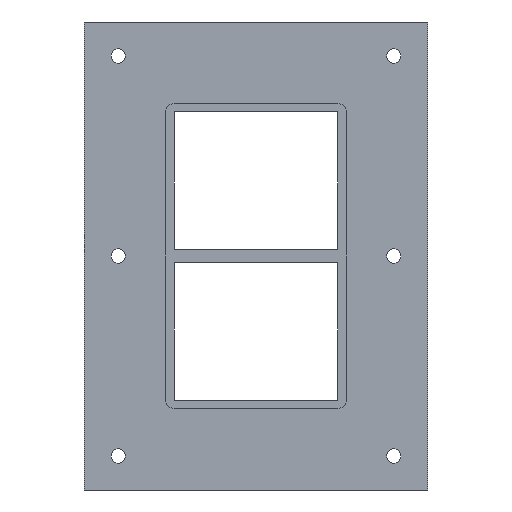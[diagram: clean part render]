
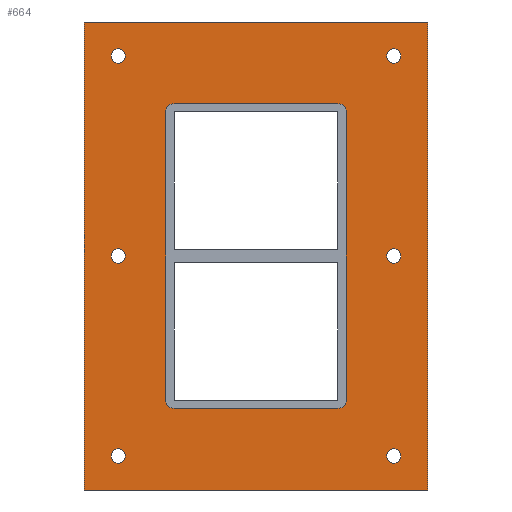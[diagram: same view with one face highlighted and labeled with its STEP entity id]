
A CAD part, front view. The second image highlights one B-rep face of the part: STEP entity #664.
In plain terms, the highlighted planar face has unit normal (0, -1, 0).
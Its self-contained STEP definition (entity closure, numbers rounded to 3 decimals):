
#84=CARTESIAN_POINT('',(-96.,0.0,-147.));
#85=VERTEX_POINT('',#84);
#86=CARTESIAN_POINT('',(-101.25,0.0,-147.));
#87=DIRECTION('',(0.0,1.0,0.0));
#88=DIRECTION('',(1.0,0.0,0.0));
#89=AXIS2_PLACEMENT_3D('',#86,#87,#88);
#90=CIRCLE('',#89,5.25);
#91=EDGE_CURVE('',#85,#85,#90,.T.);
#112=CARTESIAN_POINT('',(106.5,0.0,0.));
#113=VERTEX_POINT('',#112);
#114=CARTESIAN_POINT('',(101.25,0.0,0.));
#115=DIRECTION('',(0.0,1.0,0.0));
#116=DIRECTION('',(1.0,0.0,0.0));
#117=AXIS2_PLACEMENT_3D('',#114,#115,#116);
#118=CIRCLE('',#117,5.25);
#119=EDGE_CURVE('',#113,#113,#118,.T.);
#140=CARTESIAN_POINT('',(-96.,0.0,0.));
#141=VERTEX_POINT('',#140);
#142=CARTESIAN_POINT('',(-101.25,0.0,0.));
#143=DIRECTION('',(0.0,1.0,0.0));
#144=DIRECTION('',(1.0,0.0,0.0));
#145=AXIS2_PLACEMENT_3D('',#142,#143,#144);
#146=CIRCLE('',#145,5.25);
#147=EDGE_CURVE('',#141,#141,#146,.T.);
#168=CARTESIAN_POINT('',(106.5,0.0,-147.));
#169=VERTEX_POINT('',#168);
#170=CARTESIAN_POINT('',(101.25,0.0,-147.));
#171=DIRECTION('',(0.0,1.0,0.0));
#172=DIRECTION('',(1.0,0.0,0.0));
#173=AXIS2_PLACEMENT_3D('',#170,#171,#172);
#174=CIRCLE('',#173,5.25);
#175=EDGE_CURVE('',#169,#169,#174,.T.);
#196=CARTESIAN_POINT('',(-96.,0.0,147.));
#197=VERTEX_POINT('',#196);
#198=CARTESIAN_POINT('',(-101.25,0.0,147.));
#199=DIRECTION('',(0.0,1.0,0.0));
#200=DIRECTION('',(1.0,0.0,0.0));
#201=AXIS2_PLACEMENT_3D('',#198,#199,#200);
#202=CIRCLE('',#201,5.25);
#203=EDGE_CURVE('',#197,#197,#202,.T.);
#224=CARTESIAN_POINT('',(106.5,0.0,147.));
#225=VERTEX_POINT('',#224);
#226=CARTESIAN_POINT('',(101.25,0.0,147.));
#227=DIRECTION('',(0.0,1.0,0.0));
#228=DIRECTION('',(1.0,0.0,0.0));
#229=AXIS2_PLACEMENT_3D('',#226,#227,#228);
#230=CIRCLE('',#229,5.25);
#231=EDGE_CURVE('',#225,#225,#230,.T.);
#537=CARTESIAN_POINT('',(0.,0.0,0.0));
#538=DIRECTION('',(0.0,1.0,0.0));
#539=DIRECTION('',(0.0,0.0,1.0));
#540=AXIS2_PLACEMENT_3D('',#537,#538,#539);
#541=PLANE('',#540);
#542=CARTESIAN_POINT('',(-126.25,0.0,172.));
#543=VERTEX_POINT('',#542);
#544=CARTESIAN_POINT('',(126.25,0.0,172.));
#545=VERTEX_POINT('',#544);
#546=CARTESIAN_POINT('',(-126.25,0.0,172.));
#547=DIRECTION('',(1.0,0.0,0.0));
#548=VECTOR('',#547,252.5);
#549=LINE('',#546,#548);
#550=EDGE_CURVE('',#543,#545,#549,.T.);
#551=ORIENTED_EDGE('',*,*,#550,.F.);
#552=CARTESIAN_POINT('',(-126.25,0.0,-172.));
#553=VERTEX_POINT('',#552);
#554=CARTESIAN_POINT('',(-126.25,0.0,-172.));
#555=DIRECTION('',(0.0,0.0,1.0));
#556=VECTOR('',#555,344.);
#557=LINE('',#554,#556);
#558=EDGE_CURVE('',#553,#543,#557,.T.);
#559=ORIENTED_EDGE('',*,*,#558,.F.);
#560=CARTESIAN_POINT('',(126.25,0.0,-172.));
#561=VERTEX_POINT('',#560);
#562=CARTESIAN_POINT('',(126.25,0.0,-172.));
#563=DIRECTION('',(-1.0,0.0,0.0));
#564=VECTOR('',#563,252.5);
#565=LINE('',#562,#564);
#566=EDGE_CURVE('',#561,#553,#565,.T.);
#567=ORIENTED_EDGE('',*,*,#566,.F.);
#568=CARTESIAN_POINT('',(126.25,0.0,172.));
#569=DIRECTION('',(0.0,0.0,-1.0));
#570=VECTOR('',#569,344.);
#571=LINE('',#568,#570);
#572=EDGE_CURVE('',#545,#561,#571,.T.);
#573=ORIENTED_EDGE('',*,*,#572,.F.);
#574=EDGE_LOOP('',(#551,#559,#567,#573));
#575=FACE_OUTER_BOUND('',#574,.T.);
#576=ORIENTED_EDGE('',*,*,#91,.T.);
#577=EDGE_LOOP('',(#576));
#578=FACE_BOUND('',#577,.T.);
#579=ORIENTED_EDGE('',*,*,#119,.T.);
#580=EDGE_LOOP('',(#579));
#581=FACE_BOUND('',#580,.T.);
#582=ORIENTED_EDGE('',*,*,#147,.T.);
#583=EDGE_LOOP('',(#582));
#584=FACE_BOUND('',#583,.T.);
#585=ORIENTED_EDGE('',*,*,#175,.T.);
#586=EDGE_LOOP('',(#585));
#587=FACE_BOUND('',#586,.T.);
#588=ORIENTED_EDGE('',*,*,#203,.T.);
#589=EDGE_LOOP('',(#588));
#590=FACE_BOUND('',#589,.T.);
#591=ORIENTED_EDGE('',*,*,#231,.T.);
#592=EDGE_LOOP('',(#591));
#593=FACE_BOUND('',#592,.T.);
#594=CARTESIAN_POINT('',(-60.25,0.0,112.));
#595=VERTEX_POINT('',#594);
#596=CARTESIAN_POINT('',(-66.25,0.0,106.));
#597=VERTEX_POINT('',#596);
#598=CARTESIAN_POINT('',(-60.25,0.0,106.));
#599=DIRECTION('',(0.0,-1.0,0.0));
#600=DIRECTION('',(-0.707,0.0,0.707));
#601=AXIS2_PLACEMENT_3D('',#598,#599,#600);
#602=CIRCLE('',#601,6.);
#603=EDGE_CURVE('',#595,#597,#602,.T.);
#604=ORIENTED_EDGE('',*,*,#603,.F.);
#605=CARTESIAN_POINT('',(60.25,0.0,112.));
#606=VERTEX_POINT('',#605);
#607=CARTESIAN_POINT('',(60.25,0.0,112.));
#608=DIRECTION('',(-1.0,0.0,0.0));
#609=VECTOR('',#608,120.5);
#610=LINE('',#607,#609);
#611=EDGE_CURVE('',#606,#595,#610,.T.);
#612=ORIENTED_EDGE('',*,*,#611,.F.);
#613=CARTESIAN_POINT('',(66.25,0.0,106.));
#614=VERTEX_POINT('',#613);
#615=CARTESIAN_POINT('',(60.25,0.0,106.));
#616=DIRECTION('',(0.0,-1.0,0.0));
#617=DIRECTION('',(0.707,0.0,0.707));
#618=AXIS2_PLACEMENT_3D('',#615,#616,#617);
#619=CIRCLE('',#618,6.0);
#620=EDGE_CURVE('',#614,#606,#619,.T.);
#621=ORIENTED_EDGE('',*,*,#620,.F.);
#622=CARTESIAN_POINT('',(66.25,0.0,-106.));
#623=VERTEX_POINT('',#622);
#624=CARTESIAN_POINT('',(66.25,0.0,-106.));
#625=DIRECTION('',(0.0,0.0,1.0));
#626=VECTOR('',#625,212.);
#627=LINE('',#624,#626);
#628=EDGE_CURVE('',#623,#614,#627,.T.);
#629=ORIENTED_EDGE('',*,*,#628,.F.);
#630=CARTESIAN_POINT('',(60.25,0.0,-112.));
#631=VERTEX_POINT('',#630);
#632=CARTESIAN_POINT('',(60.25,0.0,-106.));
#633=DIRECTION('',(0.0,-1.0,0.0));
#634=DIRECTION('',(0.707,0.0,-0.707));
#635=AXIS2_PLACEMENT_3D('',#632,#633,#634);
#636=CIRCLE('',#635,6.);
#637=EDGE_CURVE('',#631,#623,#636,.T.);
#638=ORIENTED_EDGE('',*,*,#637,.F.);
#639=CARTESIAN_POINT('',(-60.25,0.0,-112.));
#640=VERTEX_POINT('',#639);
#641=CARTESIAN_POINT('',(-60.25,0.0,-112.));
#642=DIRECTION('',(1.0,0.0,0.0));
#643=VECTOR('',#642,120.5);
#644=LINE('',#641,#643);
#645=EDGE_CURVE('',#640,#631,#644,.T.);
#646=ORIENTED_EDGE('',*,*,#645,.F.);
#647=CARTESIAN_POINT('',(-66.25,0.0,-106.));
#648=VERTEX_POINT('',#647);
#649=CARTESIAN_POINT('',(-60.25,0.0,-106.));
#650=DIRECTION('',(0.0,-1.0,0.0));
#651=DIRECTION('',(-0.707,0.0,-0.707));
#652=AXIS2_PLACEMENT_3D('',#649,#650,#651);
#653=CIRCLE('',#652,6.);
#654=EDGE_CURVE('',#648,#640,#653,.T.);
#655=ORIENTED_EDGE('',*,*,#654,.F.);
#656=CARTESIAN_POINT('',(-66.25,0.0,106.));
#657=DIRECTION('',(0.0,0.0,-1.0));
#658=VECTOR('',#657,212.);
#659=LINE('',#656,#658);
#660=EDGE_CURVE('',#597,#648,#659,.T.);
#661=ORIENTED_EDGE('',*,*,#660,.F.);
#662=EDGE_LOOP('',(#604,#612,#621,#629,#638,#646,#655,#661));
#663=FACE_BOUND('',#662,.T.);
#664=ADVANCED_FACE('',(#575,#578,#581,#584,#587,#590,#593,#663),#541,.F.);
